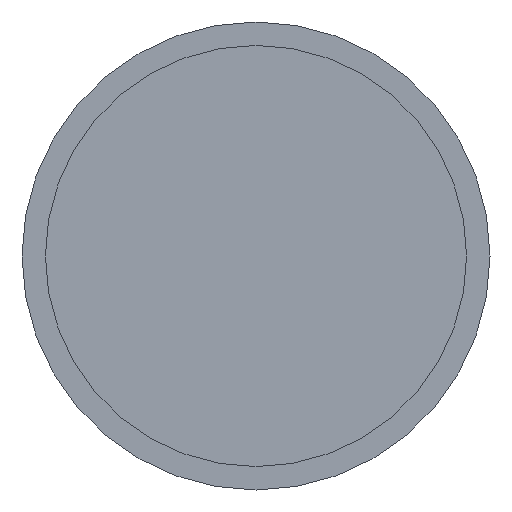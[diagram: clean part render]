
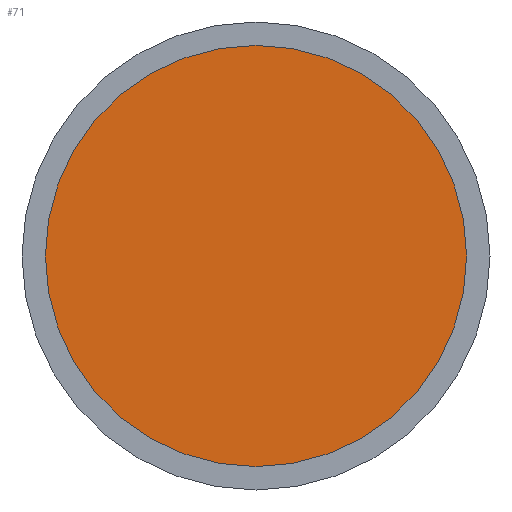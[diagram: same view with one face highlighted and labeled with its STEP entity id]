
A CAD part, front view. The second image highlights one B-rep face of the part: STEP entity #71.
In plain terms, the highlighted planar face has unit normal (0, -1, 0).
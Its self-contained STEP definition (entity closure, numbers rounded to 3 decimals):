
#71 = ADVANCED_FACE ( 'NONE', ( #329 ), #328, .F. ) ;
#72 = ORIENTED_EDGE ( 'NONE', *, *, #95, .T. ) ;
#91 = EDGE_LOOP ( 'NONE', ( #72, #103 ) ) ;
#93 = VERTEX_POINT ( 'NONE', #145 ) ;
#95 = EDGE_CURVE ( 'NONE', #96, #93, #144, .T. ) ;
#96 = VERTEX_POINT ( 'NONE', #264 ) ;
#103 = ORIENTED_EDGE ( 'NONE', *, *, #104, .T. ) ;
#104 = EDGE_CURVE ( 'NONE', #93, #96, #282, .T. ) ;
#144 = CIRCLE ( 'NONE', #268, 18. ) ;
#145 = CARTESIAN_POINT ( 'NONE',  ( 0., 0., 18. ) ) ;
#264 = CARTESIAN_POINT ( 'NONE',  ( 0., 0., -18. ) ) ;
#265 = DIRECTION ( 'NONE',  ( 0., 0., -1. ) ) ;
#266 = DIRECTION ( 'NONE',  ( 0., -1., 0. ) ) ;
#267 = CARTESIAN_POINT ( 'NONE',  ( 0., 0., 0. ) ) ;
#268 = AXIS2_PLACEMENT_3D ( 'NONE', #267, #266, #265 ) ;
#278 = DIRECTION ( 'NONE',  ( 0., 0., -1. ) ) ;
#279 = DIRECTION ( 'NONE',  ( 0., -1., 0. ) ) ;
#280 = CARTESIAN_POINT ( 'NONE',  ( 0., 0., 0. ) ) ;
#281 = AXIS2_PLACEMENT_3D ( 'NONE', #280, #279, #278 ) ;
#282 = CIRCLE ( 'NONE', #281, 18. ) ;
#324 = DIRECTION ( 'NONE',  ( 0., 0., 1. ) ) ;
#325 = DIRECTION ( 'NONE',  ( 0., 1., 0. ) ) ;
#326 = CARTESIAN_POINT ( 'NONE',  ( 0., 0., 0. ) ) ;
#327 = AXIS2_PLACEMENT_3D ( 'NONE', #326, #325, #324 ) ;
#328 = PLANE ( 'NONE',  #327 ) ;
#329 = FACE_OUTER_BOUND ( 'NONE', #91, .T. ) ;
